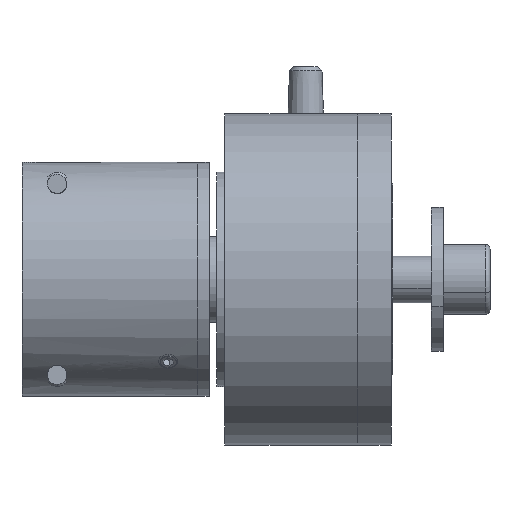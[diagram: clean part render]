
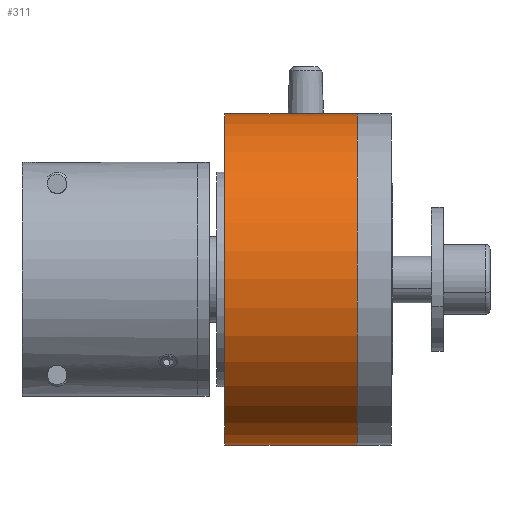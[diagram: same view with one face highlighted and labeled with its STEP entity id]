
A CAD part, front view. The second image highlights one B-rep face of the part: STEP entity #311.
In plain terms, the highlighted cylindrical face has radius 42.5 mm (diameter 85 mm), a partial arc.
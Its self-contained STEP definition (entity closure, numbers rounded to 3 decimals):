
#311 = ADVANCED_FACE ( 'NONE', ( #2512 ), #9726, .T. ) ;
#911 = ORIENTED_EDGE ( 'NONE', *, *, #15972, .T. ) ;
#1033 = CARTESIAN_POINT ( 'NONE',  ( -39.259, 0., 0. ) ) ;
#1377 = VERTEX_POINT ( 'NONE', #15403 ) ;
#1609 = CARTESIAN_POINT ( 'NONE',  ( -39.259, 0., -42.5 ) ) ;
#2046 = DIRECTION ( 'NONE',  ( -1., 0., 0. ) ) ;
#2127 = ORIENTED_EDGE ( 'NONE', *, *, #4772, .T. ) ;
#2437 = CIRCLE ( 'NONE', #6516, 42.5 ) ;
#2512 = FACE_OUTER_BOUND ( 'NONE', #17126, .T. ) ;
#4108 = VERTEX_POINT ( 'NONE', #18087 ) ;
#4772 = EDGE_CURVE ( 'NONE', #1377, #4108, #13309, .T. ) ;
#5122 = EDGE_CURVE ( 'NONE', #6250, #4108, #7944, .T. ) ;
#6250 = VERTEX_POINT ( 'NONE', #12364 ) ;
#6516 = AXIS2_PLACEMENT_3D ( 'NONE', #8569, #2046, #10195 ) ;
#7559 = DIRECTION ( 'NONE',  ( -1., 0., 0. ) ) ;
#7944 = CIRCLE ( 'NONE', #20107, 42.5 ) ;
#8345 = ORIENTED_EDGE ( 'NONE', *, *, #5122, .F. ) ;
#8352 = CARTESIAN_POINT ( 'NONE',  ( 2.8, 0., 0. ) ) ;
#8569 = CARTESIAN_POINT ( 'NONE',  ( 36.8, 0., 0. ) ) ;
#9726 = CYLINDRICAL_SURFACE ( 'NONE', #18930, 42.5 ) ;
#10070 = VECTOR ( 'NONE', #11958, 1000. ) ;
#10195 = DIRECTION ( 'NONE',  ( 0., 0., 1. ) ) ;
#10334 = CARTESIAN_POINT ( 'NONE',  ( -39.259, 0., 42.5 ) ) ;
#11357 = LINE ( 'NONE', #1609, #16044 ) ;
#11676 = VERTEX_POINT ( 'NONE', #13724 ) ;
#11958 = DIRECTION ( 'NONE',  ( -1., 0., 0. ) ) ;
#12364 = CARTESIAN_POINT ( 'NONE',  ( 2.8, 0., -42.5 ) ) ;
#13309 = LINE ( 'NONE', #10334, #10070 ) ;
#13724 = CARTESIAN_POINT ( 'NONE',  ( 36.8, 0., -42.5 ) ) ;
#14669 = DIRECTION ( 'NONE',  ( -1., 0., 0. ) ) ;
#15379 = DIRECTION ( 'NONE',  ( 0., 0., 1. ) ) ;
#15403 = CARTESIAN_POINT ( 'NONE',  ( 36.8, 0., 42.5 ) ) ;
#15972 = EDGE_CURVE ( 'NONE', #11676, #1377, #2437, .T. ) ;
#16044 = VECTOR ( 'NONE', #14669, 1000. ) ;
#16306 = DIRECTION ( 'NONE',  ( -1., 0., 0. ) ) ;
#16823 = ORIENTED_EDGE ( 'NONE', *, *, #18076, .F. ) ;
#17126 = EDGE_LOOP ( 'NONE', ( #16823, #911, #2127, #8345 ) ) ;
#18076 = EDGE_CURVE ( 'NONE', #11676, #6250, #11357, .T. ) ;
#18087 = CARTESIAN_POINT ( 'NONE',  ( 2.8, 0., 42.5 ) ) ;
#18930 = AXIS2_PLACEMENT_3D ( 'NONE', #1033, #7559, #15379 ) ;
#19356 = DIRECTION ( 'NONE',  ( 0., 0., 1. ) ) ;
#20107 = AXIS2_PLACEMENT_3D ( 'NONE', #8352, #16306, #19356 ) ;
